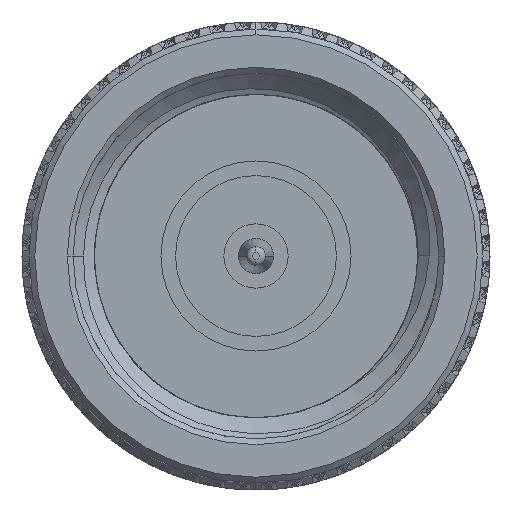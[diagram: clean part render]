
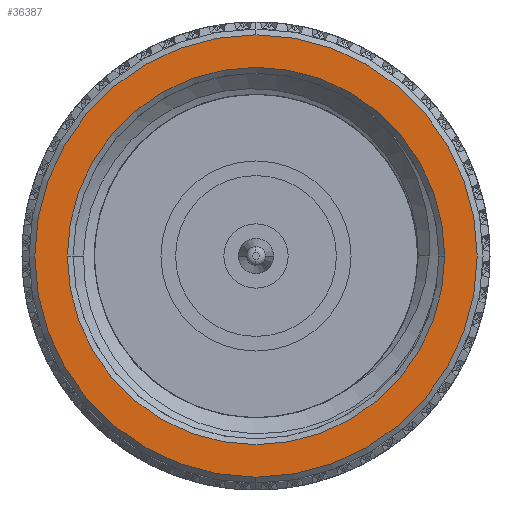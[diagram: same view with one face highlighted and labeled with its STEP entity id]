
A CAD part, left-side view. The second image highlights one B-rep face of the part: STEP entity #36387.
In plain terms, the highlighted planar face has unit normal (-1, 0, 0).
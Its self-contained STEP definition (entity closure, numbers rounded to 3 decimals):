
#625 = DIRECTION ( 'NONE',  ( 1., 0., 0. ) ) ;
#13639 = EDGE_CURVE ( 'NONE', #29738, #81349, #81385, .T. ) ;
#18349 = EDGE_LOOP ( 'NONE', ( #57059, #97180 ) ) ;
#20399 = DIRECTION ( 'NONE',  ( -1., 0., 0. ) ) ;
#20849 = ORIENTED_EDGE ( 'NONE', *, *, #13639, .T. ) ;
#21499 = DIRECTION ( 'NONE',  ( 0., -1., 0. ) ) ;
#23416 = CARTESIAN_POINT ( 'NONE',  ( 0., 0., 0. ) ) ;
#26775 = CARTESIAN_POINT ( 'NONE',  ( 0., 9.603, 0. ) ) ;
#27260 = CARTESIAN_POINT ( 'NONE',  ( 0., 0., -8.191 ) ) ;
#28024 = EDGE_CURVE ( 'NONE', #113861, #54052, #82854, .T. ) ;
#29738 = VERTEX_POINT ( 'NONE', #33028 ) ;
#32988 = DIRECTION ( 'NONE',  ( 1., 0., 0. ) ) ;
#33028 = CARTESIAN_POINT ( 'NONE',  ( 0., -9.603, 0. ) ) ;
#33560 = PLANE ( 'NONE',  #50107 ) ;
#36387 = ADVANCED_FACE ( 'NONE', ( #115397, #98019 ), #33560, .T. ) ;
#39672 = AXIS2_PLACEMENT_3D ( 'NONE', #59719, #62086, #60315 ) ;
#45045 = CARTESIAN_POINT ( 'NONE',  ( 0., 0., 0. ) ) ;
#47122 = AXIS2_PLACEMENT_3D ( 'NONE', #45045, #20399, #62974 ) ;
#49192 = CIRCLE ( 'NONE', #39672, 9.603 ) ;
#50107 = AXIS2_PLACEMENT_3D ( 'NONE', #70550, #69956, #106428 ) ;
#54052 = VERTEX_POINT ( 'NONE', #108444 ) ;
#57059 = ORIENTED_EDGE ( 'NONE', *, *, #64235, .T. ) ;
#59719 = CARTESIAN_POINT ( 'NONE',  ( 0., 0., 0. ) ) ;
#60315 = DIRECTION ( 'NONE',  ( 0., -1., 0. ) ) ;
#62086 = DIRECTION ( 'NONE',  ( -1., 0., 0. ) ) ;
#62974 = DIRECTION ( 'NONE',  ( 0., -1., 0. ) ) ;
#64235 = EDGE_CURVE ( 'NONE', #54052, #113861, #79637, .T. ) ;
#66119 = EDGE_CURVE ( 'NONE', #81349, #29738, #49192, .T. ) ;
#66698 = ORIENTED_EDGE ( 'NONE', *, *, #66119, .T. ) ;
#66878 = CARTESIAN_POINT ( 'NONE',  ( 0., 0., 0. ) ) ;
#67524 = EDGE_LOOP ( 'NONE', ( #66698, #20849 ) ) ;
#69956 = DIRECTION ( 'NONE',  ( -1., 0., 0. ) ) ;
#70550 = CARTESIAN_POINT ( 'NONE',  ( 0., 9.857, 0. ) ) ;
#70569 = DIRECTION ( 'NONE',  ( 0., -1., 0. ) ) ;
#77120 = AXIS2_PLACEMENT_3D ( 'NONE', #23416, #32988, #70569 ) ;
#79637 = CIRCLE ( 'NONE', #93039, 8.191 ) ;
#81349 = VERTEX_POINT ( 'NONE', #26775 ) ;
#81385 = CIRCLE ( 'NONE', #47122, 9.603 ) ;
#82854 = CIRCLE ( 'NONE', #77120, 8.191 ) ;
#93039 = AXIS2_PLACEMENT_3D ( 'NONE', #66878, #625, #21499 ) ;
#97180 = ORIENTED_EDGE ( 'NONE', *, *, #28024, .T. ) ;
#98019 = FACE_OUTER_BOUND ( 'NONE', #67524, .T. ) ;
#106428 = DIRECTION ( 'NONE',  ( 0., -1., 0. ) ) ;
#108444 = CARTESIAN_POINT ( 'NONE',  ( 0., 0., 8.191 ) ) ;
#113861 = VERTEX_POINT ( 'NONE', #27260 ) ;
#115397 = FACE_BOUND ( 'NONE', #18349, .T. ) ;
